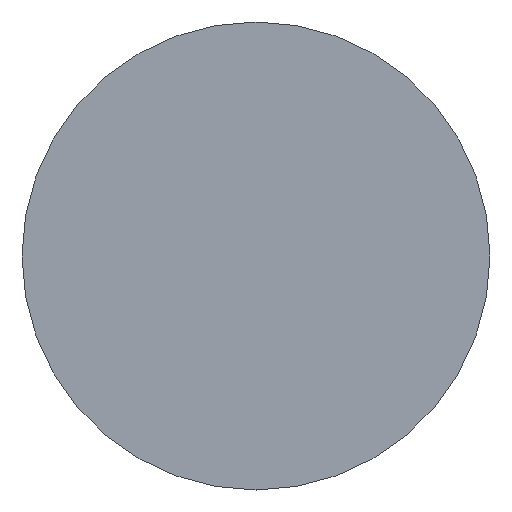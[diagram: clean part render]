
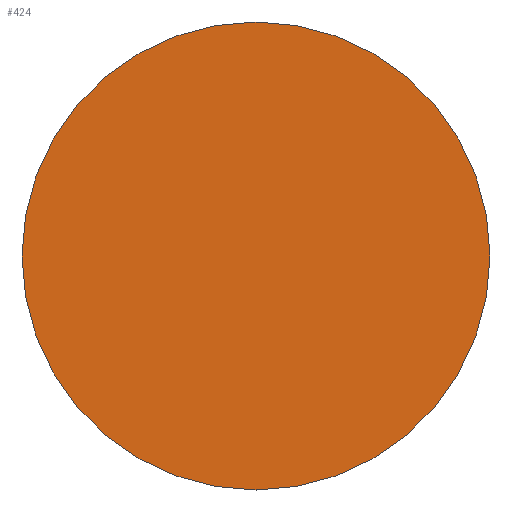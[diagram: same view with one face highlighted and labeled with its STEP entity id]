
A CAD part, front view. The second image highlights one B-rep face of the part: STEP entity #424.
In plain terms, the highlighted planar face has unit normal (0, -1, 0).
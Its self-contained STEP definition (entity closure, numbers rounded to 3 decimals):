
#224 = EDGE_LOOP ( 'NONE', ( #245, #248 ) ) ;
#245 = ORIENTED_EDGE ( 'NONE', *, *, #444, .T. ) ;
#248 = ORIENTED_EDGE ( 'NONE', *, *, #249, .T. ) ;
#249 = EDGE_CURVE ( 'NONE', #442, #459, #812, .T. ) ;
#424 = ADVANCED_FACE ( 'NONE', ( #1203 ), #508, .T. ) ;
#442 = VERTEX_POINT ( 'NONE', #1270 ) ;
#444 = EDGE_CURVE ( 'NONE', #459, #442, #1268, .T. ) ;
#459 = VERTEX_POINT ( 'NONE', #1334 ) ;
#506 = CARTESIAN_POINT ( 'NONE',  ( 12.5, 0., 0. ) ) ;
#507 = AXIS2_PLACEMENT_3D ( 'NONE', #506, #813, #807 ) ;
#508 = PLANE ( 'NONE',  #507 ) ;
#807 = DIRECTION ( 'NONE',  ( 0., 0., -1. ) ) ;
#808 = DIRECTION ( 'NONE',  ( 0., 0., -1. ) ) ;
#809 = DIRECTION ( 'NONE',  ( 0., -1., 0. ) ) ;
#810 = CARTESIAN_POINT ( 'NONE',  ( 0., 0., 0. ) ) ;
#811 = AXIS2_PLACEMENT_3D ( 'NONE', #810, #809, #808 ) ;
#812 = CIRCLE ( 'NONE', #811, 12.5 ) ;
#813 = DIRECTION ( 'NONE',  ( 0., -1., 0. ) ) ;
#1203 = FACE_OUTER_BOUND ( 'NONE', #224, .T. ) ;
#1264 = DIRECTION ( 'NONE',  ( 0., 0., -1. ) ) ;
#1265 = DIRECTION ( 'NONE',  ( 0., -1., 0. ) ) ;
#1266 = CARTESIAN_POINT ( 'NONE',  ( 0., 0., 0. ) ) ;
#1267 = AXIS2_PLACEMENT_3D ( 'NONE', #1266, #1265, #1264 ) ;
#1268 = CIRCLE ( 'NONE', #1267, 12.5 ) ;
#1270 = CARTESIAN_POINT ( 'NONE',  ( 0., 0., 12.5 ) ) ;
#1334 = CARTESIAN_POINT ( 'NONE',  ( 0., 0., -12.5 ) ) ;
